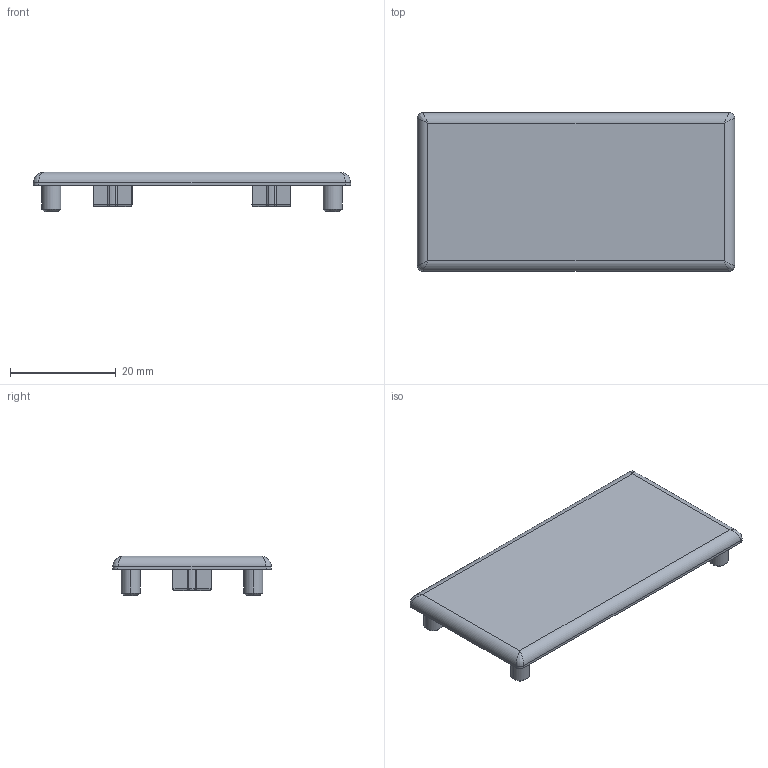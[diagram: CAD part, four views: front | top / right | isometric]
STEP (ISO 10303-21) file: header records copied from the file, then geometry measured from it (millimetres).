
FILE_DESCRIPTION (( 'STEP AP203' ), '1' );
FILE_NAME ('084.201.042.STEP', '2014-12-02T14:46:44', ( '' ), ( '' ), 'SwSTEP 2.0', 'SolidWorks 2012', '' );
FILE_SCHEMA (( 'CONFIG_CONTROL_DESIGN' ));
Length unit declared in the file: millimetre
Products named in the file (1): 084.201.042
Bounding box: 60 x 30 x 7.5 mm (x, y, z)
Volume: 4602.8 mm3; surface area: 4446.3 mm2
Topology: 1 solids, 1 shells, 158 faces, 372 edges, 225 vertices
Faces by surface type: cylinder 58, plane 38, bspline 28, torus 26, cone 8
Entity records: 4910 total; most frequent: CARTESIAN_POINT 1364, ORIENTED_EDGE 736, DIRECTION 695, EDGE_CURVE 368, AXIS2_PLACEMENT_3D 268, VERTEX_POINT 225, EDGE_LOOP 171, LINE 159
